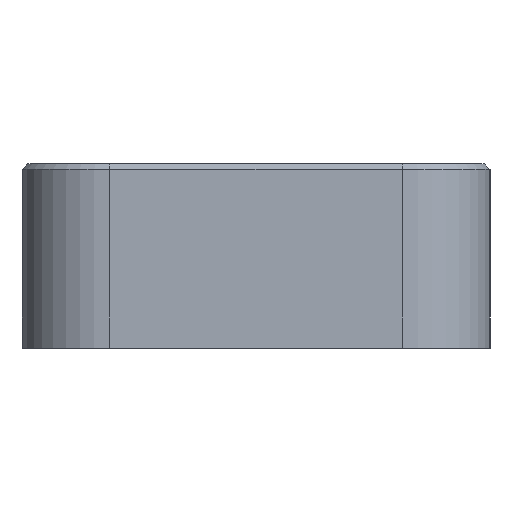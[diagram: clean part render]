
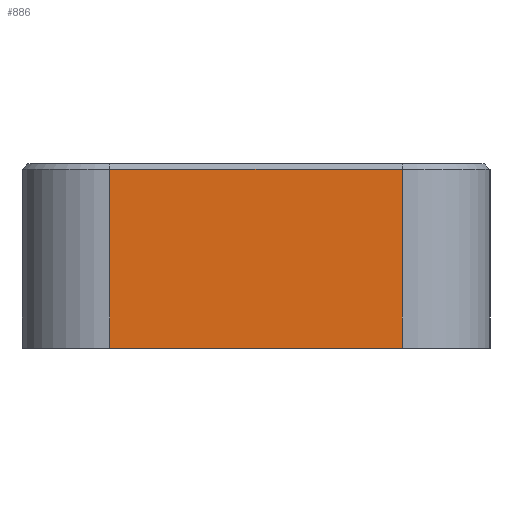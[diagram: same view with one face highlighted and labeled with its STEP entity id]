
A CAD part, left-side view. The second image highlights one B-rep face of the part: STEP entity #886.
In plain terms, the highlighted planar face has unit normal (-1, 0, 0).
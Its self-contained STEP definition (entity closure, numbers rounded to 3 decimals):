
#116=ORIENTED_EDGE('',*,*,#285,.T.);
#117=ORIENTED_EDGE('',*,*,#286,.T.);
#118=ORIENTED_EDGE('',*,*,#287,.T.);
#119=ORIENTED_EDGE('',*,*,#261,.F.);
#261=EDGE_CURVE('',#347,#348,#391,.T.);
#285=EDGE_CURVE('',#347,#368,#408,.F.);
#286=EDGE_CURVE('',#368,#369,#409,.T.);
#287=EDGE_CURVE('',#369,#348,#410,.T.);
#347=VERTEX_POINT('',#1230);
#348=VERTEX_POINT('',#1231);
#368=VERTEX_POINT('',#1279);
#369=VERTEX_POINT('',#1281);
#391=LINE('',#1229,#447);
#408=LINE('',#1278,#464);
#409=LINE('',#1280,#465);
#410=LINE('',#1282,#466);
#447=VECTOR('',#1032,1000.);
#464=VECTOR('',#1071,1000.);
#465=VECTOR('',#1072,1000.);
#466=VECTOR('',#1073,1000.);
#510=EDGE_LOOP('',(#116,#117,#118,#119));
#562=FACE_BOUND('',#510,.T.);
#604=PLANE('',#949);
#886=ADVANCED_FACE('',(#562),#604,.T.);
#949=AXIS2_PLACEMENT_3D('',#1277,#1069,#1070);
#1032=DIRECTION('',(0.,1.,0.));
#1069=DIRECTION('',(-1.,0.,0.));
#1070=DIRECTION('',(0.,0.,1.));
#1071=DIRECTION('',(0.,0.,-1.));
#1072=DIRECTION('',(0.,1.,0.));
#1073=DIRECTION('',(0.,0.,-1.));
#1229=CARTESIAN_POINT('',(-44.5,-12.7,-5.));
#1230=CARTESIAN_POINT('',(-44.5,-7.95,-5.));
#1231=CARTESIAN_POINT('',(-44.5,7.95,-5.));
#1277=CARTESIAN_POINT('',(-44.5,-12.7,5.));
#1278=CARTESIAN_POINT('',(-44.5,-7.95,5.));
#1279=CARTESIAN_POINT('',(-44.5,-7.95,4.7));
#1280=CARTESIAN_POINT('',(-44.5,7.95,4.7));
#1281=CARTESIAN_POINT('',(-44.5,7.95,4.7));
#1282=CARTESIAN_POINT('',(-44.5,7.95,5.));
